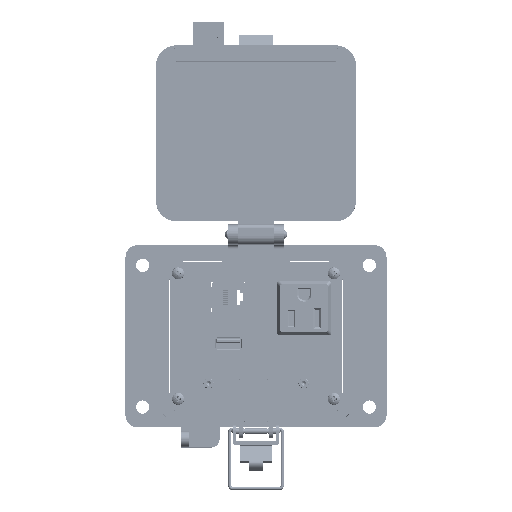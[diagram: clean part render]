
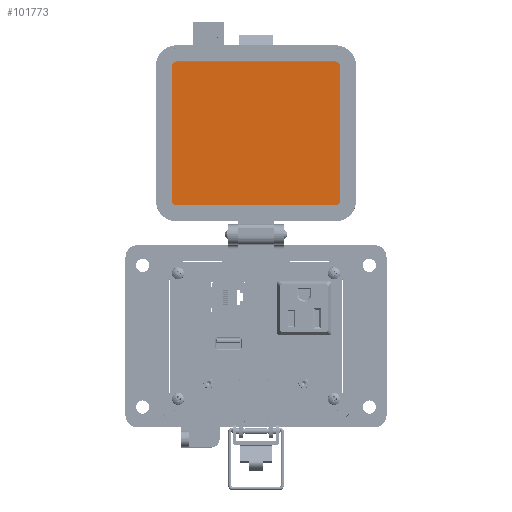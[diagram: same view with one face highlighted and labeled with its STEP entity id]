
A CAD part, top view. The second image highlights one B-rep face of the part: STEP entity #101773.
In plain terms, the highlighted planar face has unit normal (0, 0, 1).
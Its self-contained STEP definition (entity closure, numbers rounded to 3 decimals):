
#1408 = CARTESIAN_POINT ( 'NONE',  ( 39.871, 130.108, 19.202 ) ) ;
#2980 = VECTOR ( 'NONE', #145863, 1000. ) ;
#7792 = CARTESIAN_POINT ( 'NONE',  ( 38.212, 60.004, 19.202 ) ) ;
#19037 = VERTEX_POINT ( 'NONE', #22962 ) ;
#19832 = DIRECTION ( 'NONE',  ( 0., 1., 0. ) ) ;
#22962 = CARTESIAN_POINT ( 'NONE',  ( -44.769, 60.004, 19.202 ) ) ;
#23673 = CARTESIAN_POINT ( 'NONE',  ( 35.912, 60.004, 19.202 ) ) ;
#24851 = CARTESIAN_POINT ( 'NONE',  ( -3.279, 128.688, 19.202 ) ) ;
#33734 = LINE ( 'NONE', #24851, #2980 ) ;
#34452 = VERTEX_POINT ( 'NONE', #7792 ) ;
#34781 = AXIS2_PLACEMENT_3D ( 'NONE', #23673, #68688, #92297 ) ;
#35264 = VECTOR ( 'NONE', #38265, 1000. ) ;
#35431 = AXIS2_PLACEMENT_3D ( 'NONE', #1408, #112830, #133521 ) ;
#35978 = CARTESIAN_POINT ( 'NONE',  ( -42.469, 60.004, 19.202 ) ) ;
#38265 = DIRECTION ( 'NONE',  ( -1., 0., 0. ) ) ;
#42463 = EDGE_CURVE ( 'NONE', #50795, #66842, #140508, .T. ) ;
#42676 = DIRECTION ( 'NONE',  ( 1., 0., 0. ) ) ;
#44306 = EDGE_CURVE ( 'NONE', #34452, #53469, #98403, .T. ) ;
#45155 = CIRCLE ( 'NONE', #144033, 2.299 ) ;
#45231 = ORIENTED_EDGE ( 'NONE', *, *, #129978, .F. ) ;
#48316 = DIRECTION ( 'NONE',  ( 0., 0., -1. ) ) ;
#49790 = AXIS2_PLACEMENT_3D ( 'NONE', #35978, #58136, #69919 ) ;
#50795 = VERTEX_POINT ( 'NONE', #75064 ) ;
#53053 = CARTESIAN_POINT ( 'NONE',  ( -44.769, 93.196, 19.202 ) ) ;
#53229 = ORIENTED_EDGE ( 'NONE', *, *, #145162, .F. ) ;
#53469 = VERTEX_POINT ( 'NONE', #110733 ) ;
#58136 = DIRECTION ( 'NONE',  ( 0., 0., -1. ) ) ;
#58492 = EDGE_LOOP ( 'NONE', ( #88113, #142613, #86948, #93632, #68772, #45231, #53229, #67455 ) ) ;
#65087 = VERTEX_POINT ( 'NONE', #141018 ) ;
#66842 = VERTEX_POINT ( 'NONE', #67005 ) ;
#67005 = CARTESIAN_POINT ( 'NONE',  ( -42.469, 128.688, 19.202 ) ) ;
#67455 = ORIENTED_EDGE ( 'NONE', *, *, #142665, .F. ) ;
#68688 = DIRECTION ( 'NONE',  ( 0., 0., -1. ) ) ;
#68772 = ORIENTED_EDGE ( 'NONE', *, *, #42463, .F. ) ;
#69919 = DIRECTION ( 'NONE',  ( 1., 0., 0. ) ) ;
#71204 = DIRECTION ( 'NONE',  ( 0., -1., 0. ) ) ;
#72950 = EDGE_CURVE ( 'NONE', #136118, #34452, #76404, .T. ) ;
#73117 = PLANE ( 'NONE',  #35431 ) ;
#75064 = CARTESIAN_POINT ( 'NONE',  ( -44.769, 126.389, 19.202 ) ) ;
#76404 = LINE ( 'NONE', #142059, #84276 ) ;
#76733 = CARTESIAN_POINT ( 'NONE',  ( 35.912, 128.688, 19.202 ) ) ;
#84276 = VECTOR ( 'NONE', #132460, 1000. ) ;
#86948 = ORIENTED_EDGE ( 'NONE', *, *, #133020, .F. ) ;
#88113 = ORIENTED_EDGE ( 'NONE', *, *, #44306, .F. ) ;
#92297 = DIRECTION ( 'NONE',  ( 0., -1., 0. ) ) ;
#93632 = ORIENTED_EDGE ( 'NONE', *, *, #117705, .F. ) ;
#94365 = CARTESIAN_POINT ( 'NONE',  ( -3.279, 57.705, 19.202 ) ) ;
#96994 = CIRCLE ( 'NONE', #49790, 2.299 ) ;
#98403 = CIRCLE ( 'NONE', #34781, 2.299 ) ;
#98749 = DIRECTION ( 'NONE',  ( 0., 0., -1. ) ) ;
#101192 = CARTESIAN_POINT ( 'NONE',  ( 38.212, 126.389, 19.202 ) ) ;
#101773 = ADVANCED_FACE ( 'NONE', ( #132793 ), #73117, .T. ) ;
#105423 = LINE ( 'NONE', #94365, #35264 ) ;
#110733 = CARTESIAN_POINT ( 'NONE',  ( 35.912, 57.705, 19.202 ) ) ;
#112288 = AXIS2_PLACEMENT_3D ( 'NONE', #127245, #48316, #71204 ) ;
#112830 = DIRECTION ( 'NONE',  ( 0., 0., 1. ) ) ;
#117705 = EDGE_CURVE ( 'NONE', #66842, #127339, #33734, .T. ) ;
#120918 = LINE ( 'NONE', #53053, #134141 ) ;
#127245 = CARTESIAN_POINT ( 'NONE',  ( -42.469, 126.389, 19.202 ) ) ;
#127339 = VERTEX_POINT ( 'NONE', #76733 ) ;
#129978 = EDGE_CURVE ( 'NONE', #19037, #50795, #120918, .T. ) ;
#131953 = CARTESIAN_POINT ( 'NONE',  ( 35.912, 126.389, 19.202 ) ) ;
#132460 = DIRECTION ( 'NONE',  ( 0., -1., 0. ) ) ;
#132793 = FACE_OUTER_BOUND ( 'NONE', #58492, .T. ) ;
#133020 = EDGE_CURVE ( 'NONE', #127339, #136118, #45155, .T. ) ;
#133521 = DIRECTION ( 'NONE',  ( -1., 0., 0. ) ) ;
#134141 = VECTOR ( 'NONE', #19832, 1000. ) ;
#136118 = VERTEX_POINT ( 'NONE', #101192 ) ;
#140508 = CIRCLE ( 'NONE', #112288, 2.299 ) ;
#141018 = CARTESIAN_POINT ( 'NONE',  ( -42.469, 57.705, 19.202 ) ) ;
#142059 = CARTESIAN_POINT ( 'NONE',  ( 38.212, 93.196, 19.202 ) ) ;
#142613 = ORIENTED_EDGE ( 'NONE', *, *, #72950, .F. ) ;
#142665 = EDGE_CURVE ( 'NONE', #53469, #65087, #105423, .T. ) ;
#144033 = AXIS2_PLACEMENT_3D ( 'NONE', #131953, #98749, #42676 ) ;
#145162 = EDGE_CURVE ( 'NONE', #65087, #19037, #96994, .T. ) ;
#145863 = DIRECTION ( 'NONE',  ( 1., 0., 0. ) ) ;
